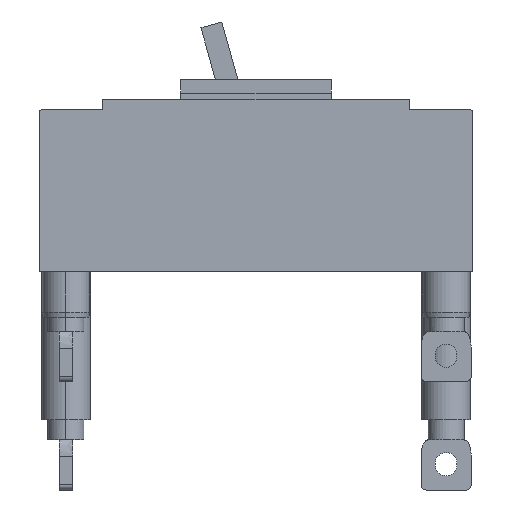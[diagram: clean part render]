
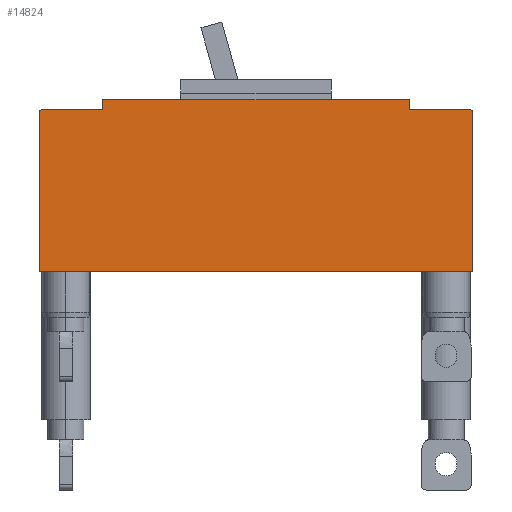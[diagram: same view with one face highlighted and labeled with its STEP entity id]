
A CAD part, left-side view. The second image highlights one B-rep face of the part: STEP entity #14824.
In plain terms, the highlighted planar face has unit normal (-1, 0, 0).
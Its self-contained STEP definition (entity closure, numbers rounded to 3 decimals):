
#6 = CARTESIAN_POINT ( 'NONE',  ( -70., 130., 103. ) ) ;
#140 = LINE ( 'NONE', #14561, #12591 ) ;
#405 = CARTESIAN_POINT ( 'NONE',  ( -70., -92., 97. ) ) ;
#690 = CARTESIAN_POINT ( 'NONE',  ( -70., -128., 97. ) ) ;
#700 = CARTESIAN_POINT ( 'NONE',  ( -70., 128., 97. ) ) ;
#1141 = CARTESIAN_POINT ( 'NONE',  ( -70., 92., 97. ) ) ;
#1161 = DIRECTION ( 'NONE',  ( 0., 0., 1. ) ) ;
#1224 = LINE ( 'NONE', #1141, #7677 ) ;
#1280 = CIRCLE ( 'NONE', #10745, 2. ) ;
#1664 = VECTOR ( 'NONE', #11589, 1000. ) ;
#1790 = EDGE_CURVE ( 'NONE', #8589, #4761, #7790, .T. ) ;
#1915 = EDGE_CURVE ( 'NONE', #8265, #2702, #9983, .T. ) ;
#2570 = AXIS2_PLACEMENT_3D ( 'NONE', #6, #6160, #14516 ) ;
#2675 = EDGE_CURVE ( 'NONE', #8265, #4761, #1280, .T. ) ;
#2702 = VERTEX_POINT ( 'NONE', #5532 ) ;
#2851 = ORIENTED_EDGE ( 'NONE', *, *, #10952, .T. ) ;
#2866 = CARTESIAN_POINT ( 'NONE',  ( -70., -92., 103. ) ) ;
#3084 = CARTESIAN_POINT ( 'NONE',  ( -70., -130., 95. ) ) ;
#3281 = VERTEX_POINT ( 'NONE', #2866 ) ;
#3430 = VECTOR ( 'NONE', #7059, 1000. ) ;
#3502 = CARTESIAN_POINT ( 'NONE',  ( -70., 92., 97. ) ) ;
#3817 = VECTOR ( 'NONE', #8028, 1000. ) ;
#4005 = ORIENTED_EDGE ( 'NONE', *, *, #1790, .F. ) ;
#4211 = VERTEX_POINT ( 'NONE', #5895 ) ;
#4433 = EDGE_CURVE ( 'NONE', #5655, #2702, #7070, .T. ) ;
#4476 = CARTESIAN_POINT ( 'NONE',  ( -70., 128., 95. ) ) ;
#4514 = CARTESIAN_POINT ( 'NONE',  ( -70., -130., 103. ) ) ;
#4545 = VECTOR ( 'NONE', #12523, 1000. ) ;
#4761 = VERTEX_POINT ( 'NONE', #690 ) ;
#4988 = EDGE_CURVE ( 'NONE', #5208, #12140, #6694, .T. ) ;
#5208 = VERTEX_POINT ( 'NONE', #700 ) ;
#5392 = DIRECTION ( 'NONE',  ( 0., 1., 0. ) ) ;
#5420 = DIRECTION ( 'NONE',  ( -1., 0., 0. ) ) ;
#5444 = CARTESIAN_POINT ( 'NONE',  ( -70., -128., 95. ) ) ;
#5532 = CARTESIAN_POINT ( 'NONE',  ( -70., -130., 0. ) ) ;
#5655 = VERTEX_POINT ( 'NONE', #7216 ) ;
#5708 = DIRECTION ( 'NONE',  ( 0., 1., 0. ) ) ;
#5722 = CARTESIAN_POINT ( 'NONE',  ( -70., 92., 103. ) ) ;
#5895 = CARTESIAN_POINT ( 'NONE',  ( -70., 130., 95. ) ) ;
#6004 = EDGE_CURVE ( 'NONE', #12140, #14673, #1224, .T. ) ;
#6100 = DIRECTION ( 'NONE',  ( 0., 0., -1. ) ) ;
#6159 = CARTESIAN_POINT ( 'NONE',  ( -70., 130., 0. ) ) ;
#6160 = DIRECTION ( 'NONE',  ( 1., 0., 0. ) ) ;
#6425 = LINE ( 'NONE', #405, #15576 ) ;
#6694 = LINE ( 'NONE', #14163, #3817 ) ;
#6834 = VECTOR ( 'NONE', #6100, 1000. ) ;
#6910 = CARTESIAN_POINT ( 'NONE',  ( -70., 130., 103. ) ) ;
#7059 = DIRECTION ( 'NONE',  ( 0., -1., 0. ) ) ;
#7070 = LINE ( 'NONE', #6159, #3430 ) ;
#7216 = CARTESIAN_POINT ( 'NONE',  ( -70., 130., 0. ) ) ;
#7677 = VECTOR ( 'NONE', #1161, 1000. ) ;
#7790 = LINE ( 'NONE', #12409, #4545 ) ;
#8028 = DIRECTION ( 'NONE',  ( 0., -1., 0. ) ) ;
#8246 = AXIS2_PLACEMENT_3D ( 'NONE', #4476, #12876, #5708 ) ;
#8265 = VERTEX_POINT ( 'NONE', #3084 ) ;
#8519 = EDGE_CURVE ( 'NONE', #14673, #3281, #140, .T. ) ;
#8589 = VERTEX_POINT ( 'NONE', #9883 ) ;
#8777 = EDGE_CURVE ( 'NONE', #4211, #5655, #11276, .T. ) ;
#9453 = FACE_OUTER_BOUND ( 'NONE', #10444, .T. ) ;
#9474 = ORIENTED_EDGE ( 'NONE', *, *, #6004, .F. ) ;
#9785 = DIRECTION ( 'NONE',  ( 0., -1., 0. ) ) ;
#9883 = CARTESIAN_POINT ( 'NONE',  ( -70., -92., 97. ) ) ;
#9983 = LINE ( 'NONE', #4514, #6834 ) ;
#10028 = CIRCLE ( 'NONE', #8246, 2. ) ;
#10404 = ORIENTED_EDGE ( 'NONE', *, *, #8777, .T. ) ;
#10444 = EDGE_LOOP ( 'NONE', ( #13764, #11708, #4005, #11148, #14717, #9474, #14164, #2851, #10404, #14732 ) ) ;
#10745 = AXIS2_PLACEMENT_3D ( 'NONE', #5444, #5420, #5392 ) ;
#10884 = PLANE ( 'NONE',  #2570 ) ;
#10952 = EDGE_CURVE ( 'NONE', #5208, #4211, #10028, .T. ) ;
#11148 = ORIENTED_EDGE ( 'NONE', *, *, #12475, .T. ) ;
#11276 = LINE ( 'NONE', #6910, #1664 ) ;
#11589 = DIRECTION ( 'NONE',  ( 0., 0., -1. ) ) ;
#11708 = ORIENTED_EDGE ( 'NONE', *, *, #2675, .T. ) ;
#12140 = VERTEX_POINT ( 'NONE', #3502 ) ;
#12409 = CARTESIAN_POINT ( 'NONE',  ( -70., -130., 97. ) ) ;
#12465 = DIRECTION ( 'NONE',  ( 0., 0., 1. ) ) ;
#12475 = EDGE_CURVE ( 'NONE', #8589, #3281, #6425, .T. ) ;
#12523 = DIRECTION ( 'NONE',  ( 0., -1., 0. ) ) ;
#12591 = VECTOR ( 'NONE', #9785, 1000. ) ;
#12876 = DIRECTION ( 'NONE',  ( -1., 0., 0. ) ) ;
#13764 = ORIENTED_EDGE ( 'NONE', *, *, #1915, .F. ) ;
#14163 = CARTESIAN_POINT ( 'NONE',  ( -70., 130., 97. ) ) ;
#14164 = ORIENTED_EDGE ( 'NONE', *, *, #4988, .F. ) ;
#14516 = DIRECTION ( 'NONE',  ( 0., 1., 0. ) ) ;
#14561 = CARTESIAN_POINT ( 'NONE',  ( -70., 130., 103. ) ) ;
#14673 = VERTEX_POINT ( 'NONE', #5722 ) ;
#14717 = ORIENTED_EDGE ( 'NONE', *, *, #8519, .F. ) ;
#14732 = ORIENTED_EDGE ( 'NONE', *, *, #4433, .T. ) ;
#14824 = ADVANCED_FACE ( 'NONE', ( #9453 ), #10884, .F. ) ;
#15576 = VECTOR ( 'NONE', #12465, 1000. ) ;
